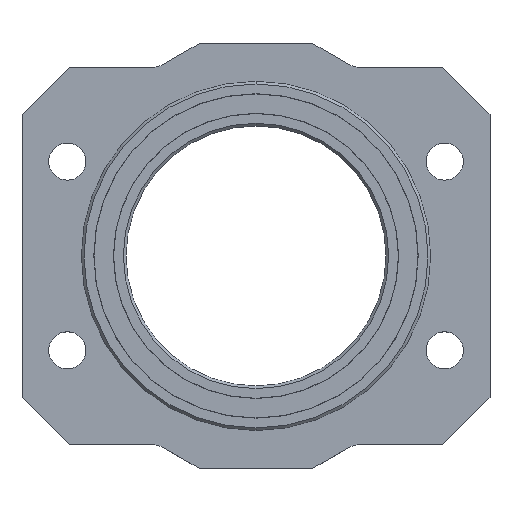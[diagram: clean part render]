
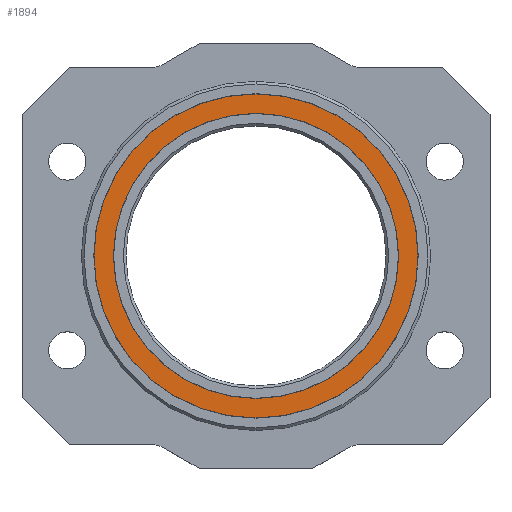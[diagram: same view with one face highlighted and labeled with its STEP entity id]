
A CAD part, top view. The second image highlights one B-rep face of the part: STEP entity #1894.
In plain terms, the highlighted planar face has unit normal (0, 0, 1).
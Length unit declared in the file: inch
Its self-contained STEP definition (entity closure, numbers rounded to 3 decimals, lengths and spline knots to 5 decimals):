
#25 = DIRECTION ( 'NONE',  ( 0., -1., 0. ) ) ;
#30 = VERTEX_POINT ( 'NONE', #1158 ) ;
#90 = AXIS2_PLACEMENT_3D ( 'NONE', #2304, #2009, #25 ) ;
#103 = CARTESIAN_POINT ( 'NONE',  ( 0., 0., 0.11673 ) ) ;
#124 = EDGE_CURVE ( 'NONE', #30, #135, #1510, .T. ) ;
#135 = VERTEX_POINT ( 'NONE', #2045 ) ;
#249 = CARTESIAN_POINT ( 'NONE',  ( 0., 0.75559, 0.11673 ) ) ;
#268 = AXIS2_PLACEMENT_3D ( 'NONE', #103, #2441, #1413 ) ;
#425 = EDGE_CURVE ( 'NONE', #3185, #2186, #3142, .T. ) ;
#476 = DIRECTION ( 'NONE',  ( 0., -1., 0. ) ) ;
#533 = EDGE_CURVE ( 'NONE', #135, #30, #2664, .T. ) ;
#567 = DIRECTION ( 'NONE',  ( 0., -1., 0. ) ) ;
#648 = DIRECTION ( 'NONE',  ( 0., 0., -1. ) ) ;
#713 = AXIS2_PLACEMENT_3D ( 'NONE', #887, #648, #1902 ) ;
#887 = CARTESIAN_POINT ( 'NONE',  ( 0., 0.75559, 0.11673 ) ) ;
#891 = CARTESIAN_POINT ( 'NONE',  ( 0., -0.75559, 0.11673 ) ) ;
#1025 = EDGE_LOOP ( 'NONE', ( #2976, #3261 ) ) ;
#1140 = PLANE ( 'NONE',  #713 ) ;
#1158 = CARTESIAN_POINT ( 'NONE',  ( 0., 0.85858, 0.11673 ) ) ;
#1163 = CARTESIAN_POINT ( 'NONE',  ( 0., 0., 0.11673 ) ) ;
#1294 = CARTESIAN_POINT ( 'NONE',  ( 0., 0., 0.11673 ) ) ;
#1413 = DIRECTION ( 'NONE',  ( 0., -1., 0. ) ) ;
#1510 = CIRCLE ( 'NONE', #90, 0.85858 ) ;
#1878 = CIRCLE ( 'NONE', #268, 0.75559 ) ;
#1894 = ADVANCED_FACE ( 'NONE', ( #2918, #2636 ), #1140, .F. ) ;
#1902 = DIRECTION ( 'NONE',  ( 0., 1., 0. ) ) ;
#1931 = ORIENTED_EDGE ( 'NONE', *, *, #533, .T. ) ;
#1937 = EDGE_CURVE ( 'NONE', #2186, #3185, #1878, .T. ) ;
#2009 = DIRECTION ( 'NONE',  ( 0., 0., 1. ) ) ;
#2011 = AXIS2_PLACEMENT_3D ( 'NONE', #1163, #3225, #476 ) ;
#2045 = CARTESIAN_POINT ( 'NONE',  ( 0., -0.85858, 0.11673 ) ) ;
#2186 = VERTEX_POINT ( 'NONE', #891 ) ;
#2272 = AXIS2_PLACEMENT_3D ( 'NONE', #1294, #3268, #567 ) ;
#2294 = EDGE_LOOP ( 'NONE', ( #1931, #2842 ) ) ;
#2304 = CARTESIAN_POINT ( 'NONE',  ( 0., 0., 0.11673 ) ) ;
#2441 = DIRECTION ( 'NONE',  ( 0., 0., 1. ) ) ;
#2636 = FACE_OUTER_BOUND ( 'NONE', #2294, .T. ) ;
#2664 = CIRCLE ( 'NONE', #2272, 0.85858 ) ;
#2842 = ORIENTED_EDGE ( 'NONE', *, *, #124, .T. ) ;
#2918 = FACE_BOUND ( 'NONE', #1025, .T. ) ;
#2976 = ORIENTED_EDGE ( 'NONE', *, *, #1937, .F. ) ;
#3142 = CIRCLE ( 'NONE', #2011, 0.75559 ) ;
#3185 = VERTEX_POINT ( 'NONE', #249 ) ;
#3225 = DIRECTION ( 'NONE',  ( 0., 0., 1. ) ) ;
#3261 = ORIENTED_EDGE ( 'NONE', *, *, #425, .F. ) ;
#3268 = DIRECTION ( 'NONE',  ( 0., 0., 1. ) ) ;
